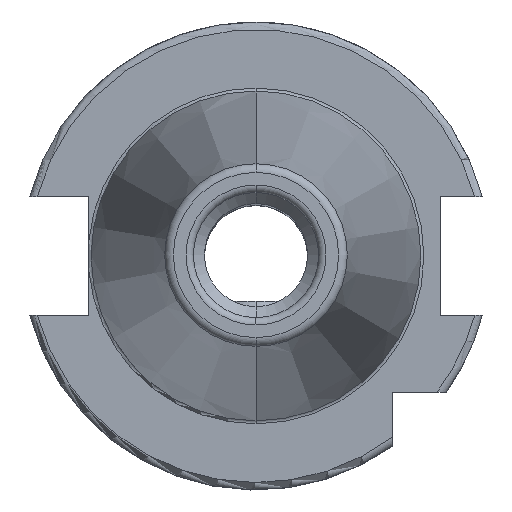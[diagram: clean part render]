
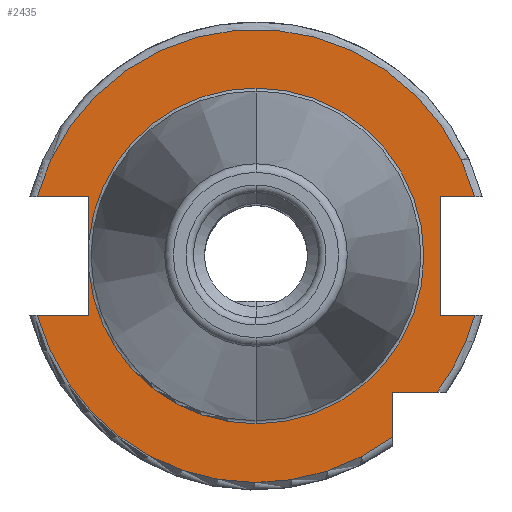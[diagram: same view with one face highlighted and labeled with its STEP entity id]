
A CAD part, top view. The second image highlights one B-rep face of the part: STEP entity #2435.
In plain terms, the highlighted planar face has unit normal (0, 0, 1).
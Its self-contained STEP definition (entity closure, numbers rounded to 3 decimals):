
#316=DIRECTION('',(1,0,0));
#317=VECTOR('',#316,7.004);
#318=CARTESIAN_POINT('',(-29.704,-8.05,15.9));
#319=LINE('',#318,#317);
#320=DIRECTION('',(0,1,0));
#321=VECTOR('',#320,5.917);
#322=CARTESIAN_POINT('',(-22.7,-8.05,15.9));
#323=LINE('',#322,#321);
#324=DIRECTION('',(0,1,0));
#325=VECTOR('',#324,5.917);
#326=CARTESIAN_POINT('',(-22.7,2.133,15.9));
#327=LINE('',#326,#325);
#328=DIRECTION('',(1,0,0));
#329=VECTOR('',#328,7.004);
#330=CARTESIAN_POINT('',(-29.704,8.05,15.9));
#331=LINE('',#330,#329);
#332=DIRECTION('',(-1,0,0));
#333=VECTOR('',#332,4.704);
#334=CARTESIAN_POINT('',(29.704,8.05,15.9));
#335=LINE('',#334,#333);
#336=DIRECTION('',(0,-1,0));
#337=VECTOR('',#336,16.1);
#338=CARTESIAN_POINT('',(25,8.05,15.9));
#339=LINE('',#338,#337);
#340=DIRECTION('',(-1,0,0));
#341=VECTOR('',#340,4.704);
#342=CARTESIAN_POINT('',(29.704,-8.05,15.9));
#343=LINE('',#342,#341);
#344=CARTESIAN_POINT('',(0,0,15.9));
#345=DIRECTION('',(0,0,1));
#346=DIRECTION('',(0.799,-0.601,0));
#347=AXIS2_PLACEMENT_3D('',#344,#345,#346);
#349=DIRECTION('',(-1,0,0));
#350=VECTOR('',#349,6.094);
#351=CARTESIAN_POINT('',(24.594,-18.5,15.9));
#352=LINE('',#351,#350);
#353=DIRECTION('',(0,1,0));
#354=VECTOR('',#353,6.094);
#355=CARTESIAN_POINT('',(18.5,-24.594,15.9));
#356=LINE('',#355,#354);
#367=CARTESIAN_POINT('',(0,0,15.9));
#368=DIRECTION('',(0,0,1));
#369=DIRECTION('',(0,1,0));
#370=AXIS2_PLACEMENT_3D('',#367,#368,#369);
#382=CARTESIAN_POINT('',(0,0,15.9));
#383=DIRECTION('',(0,0,1));
#384=DIRECTION('',(-0.996,-0.094,0));
#385=AXIS2_PLACEMENT_3D('',#382,#383,#384);
#387=CARTESIAN_POINT('',(0,0,15.9));
#388=DIRECTION('',(0,0,-1));
#389=DIRECTION('',(0,1,0));
#390=AXIS2_PLACEMENT_3D('',#387,#388,#389);
#1171=CARTESIAN_POINT('',(0,0,15.9));
#1172=DIRECTION('',(0,0,1));
#1173=DIRECTION('',(0.965,0.262,0));
#1174=AXIS2_PLACEMENT_3D('',#1171,#1172,#1173);
#1222=CARTESIAN_POINT('',(0,0,15.9));
#1223=DIRECTION('',(0,0,1));
#1224=DIRECTION('',(-0.965,-0.262,0));
#1225=AXIS2_PLACEMENT_3D('',#1222,#1223,#1224);
#1654=CARTESIAN_POINT('',(0,22.8,15.9));
#1656=VERTEX_POINT('',#1654);
#1676=CARTESIAN_POINT('',(0,-22.8,15.9));
#1678=VERTEX_POINT('',#1676);
#1824=CARTESIAN_POINT('',(-29.704,-8.05,15.9));
#1825=CARTESIAN_POINT('',(-22.7,-8.05,15.9));
#1826=VERTEX_POINT('',#1824);
#1827=VERTEX_POINT('',#1825);
#1828=CARTESIAN_POINT('',(-22.7,-2.133,15.9));
#1829=VERTEX_POINT('',#1828);
#1830=CARTESIAN_POINT('',(-22.7,2.133,15.9));
#1831=CARTESIAN_POINT('',(-22.7,8.05,15.9));
#1832=VERTEX_POINT('',#1830);
#1833=VERTEX_POINT('',#1831);
#1834=CARTESIAN_POINT('',(-29.704,8.05,15.9));
#1835=VERTEX_POINT('',#1834);
#1836=CARTESIAN_POINT('',(25,8.05,15.9));
#1837=CARTESIAN_POINT('',(25,-8.05,15.9));
#1838=VERTEX_POINT('',#1836);
#1839=VERTEX_POINT('',#1837);
#1840=CARTESIAN_POINT('',(29.704,-8.05,15.9));
#1841=VERTEX_POINT('',#1840);
#1842=CARTESIAN_POINT('',(29.704,8.05,15.9));
#1843=VERTEX_POINT('',#1842);
#1844=CARTESIAN_POINT('',(18.5,-24.594,15.9));
#1845=CARTESIAN_POINT('',(18.5,-18.5,15.9));
#1846=VERTEX_POINT('',#1844);
#1847=VERTEX_POINT('',#1845);
#1848=CARTESIAN_POINT('',(24.594,-18.5,15.9));
#1849=VERTEX_POINT('',#1848);
#2405=CARTESIAN_POINT('',(0,0,15.9));
#2406=DIRECTION('',(0,0,-1));
#2407=DIRECTION('',(0,-1,0));
#2408=AXIS2_PLACEMENT_3D('',#2405,#2406,#2407);
#2409=PLANE('',#2408);
#2410=ORIENTED_EDGE('',*,*,#2382,.T.);
#2411=ORIENTED_EDGE('',*,*,#2148,.T.);
#2413=ORIENTED_EDGE('',*,*,#2412,.T.);
#2415=ORIENTED_EDGE('',*,*,#2414,.F.);
#2417=ORIENTED_EDGE('',*,*,#2416,.T.);
#2418=ORIENTED_EDGE('',*,*,#2144,.T.);
#2419=ORIENTED_EDGE('',*,*,#2182,.F.);
#2421=ORIENTED_EDGE('',*,*,#2420,.F.);
#2423=ORIENTED_EDGE('',*,*,#2422,.T.);
#2425=ORIENTED_EDGE('',*,*,#2424,.T.);
#2426=ORIENTED_EDGE('',*,*,#2072,.F.);
#2428=ORIENTED_EDGE('',*,*,#2427,.F.);
#2429=ORIENTED_EDGE('',*,*,#2236,.T.);
#2430=ORIENTED_EDGE('',*,*,#2287,.F.);
#2432=ORIENTED_EDGE('',*,*,#2431,.F.);
#2433=EDGE_LOOP('',(#2410,#2411,#2413,#2415,#2417,#2418,#2419,#2421,#2423,#2425,
#2426,#2428,#2429,#2430,#2432));
#2434=FACE_OUTER_BOUND('',#2433,.F.);
#2435=ADVANCED_FACE('',(#2434),#2409,.F.);
#348=CIRCLE('',#347,30.775);
#371=CIRCLE('',#370,22.8);
#386=CIRCLE('',#385,22.8);
#391=CIRCLE('',#390,22.8);
#1175=CIRCLE('',#1174,30.775);
#1226=CIRCLE('',#1225,30.775);
#2072=EDGE_CURVE('',#1841,#1839,#343,.T.);
#2144=EDGE_CURVE('',#1832,#1833,#327,.T.);
#2148=EDGE_CURVE('',#1827,#1829,#323,.T.);
#2182=EDGE_CURVE('',#1835,#1833,#331,.T.);
#2236=EDGE_CURVE('',#1849,#1847,#352,.T.);
#2287=EDGE_CURVE('',#1846,#1847,#356,.T.);
#2382=EDGE_CURVE('',#1826,#1827,#319,.T.);
#2412=EDGE_CURVE('',#1829,#1678,#386,.T.);
#2414=EDGE_CURVE('',#1656,#1678,#391,.T.);
#2416=EDGE_CURVE('',#1656,#1832,#371,.T.);
#2420=EDGE_CURVE('',#1843,#1835,#1175,.T.);
#2422=EDGE_CURVE('',#1843,#1838,#335,.T.);
#2424=EDGE_CURVE('',#1838,#1839,#339,.T.);
#2427=EDGE_CURVE('',#1849,#1841,#348,.T.);
#2431=EDGE_CURVE('',#1826,#1846,#1226,.T.);
